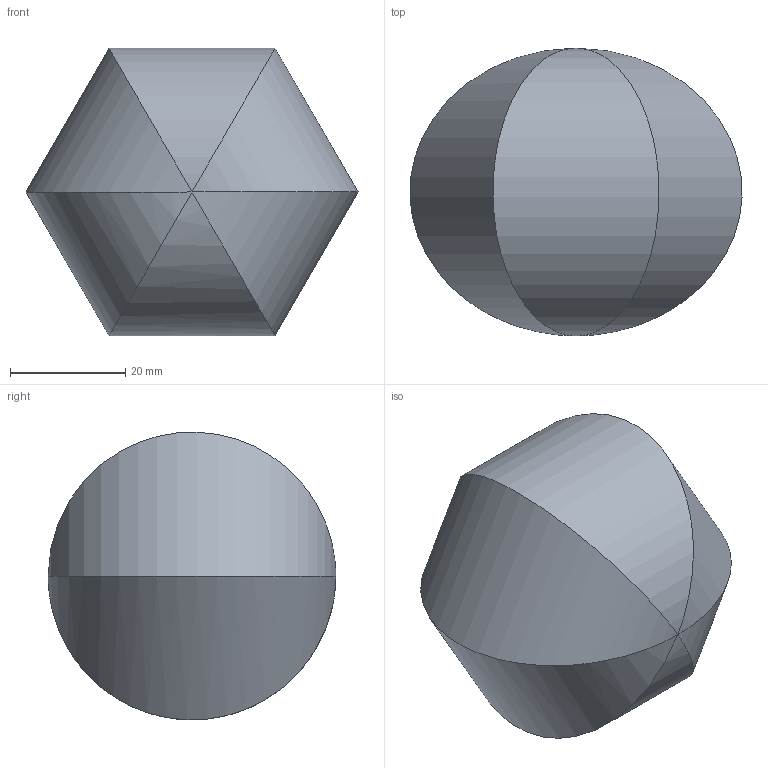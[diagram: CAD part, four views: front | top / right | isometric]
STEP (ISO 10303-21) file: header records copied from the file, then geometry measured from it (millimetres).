
FILE_DESCRIPTION (( 'STEP AP203' ), '1' );
FILE_NAME ('3561.STEP', '2021-09-29T13:06:08', ( '' ), ( '' ), 'SwSTEP 2.0', 'SolidWorks 2018', '' );
FILE_SCHEMA (( 'CONFIG_CONTROL_DESIGN' ));
Length unit declared in the file: millimetre
Products named in the file (2): 3561
Bounding box: 57.7 x 50 x 49.97 mm (x, y, z)
Volume: 72168.8 mm3; surface area: 8660.3 mm2
Topology: 1 solids, 1 shells, 6 faces, 6 edges, 2 vertices
Faces by surface type: cylinder 6
Entity records: 257 total; most frequent: CARTESIAN_POINT 34, PERSON_AND_ORGANIZATION 16, DIRECTION 16, ORIENTED_EDGE 12, CALENDAR_DATE 10, LOCAL_TIME 10, COORDINATED_UNIVERSAL_TIME_OFFSET 10, PERSON_AND_ORGANIZATION_ROLE 10
